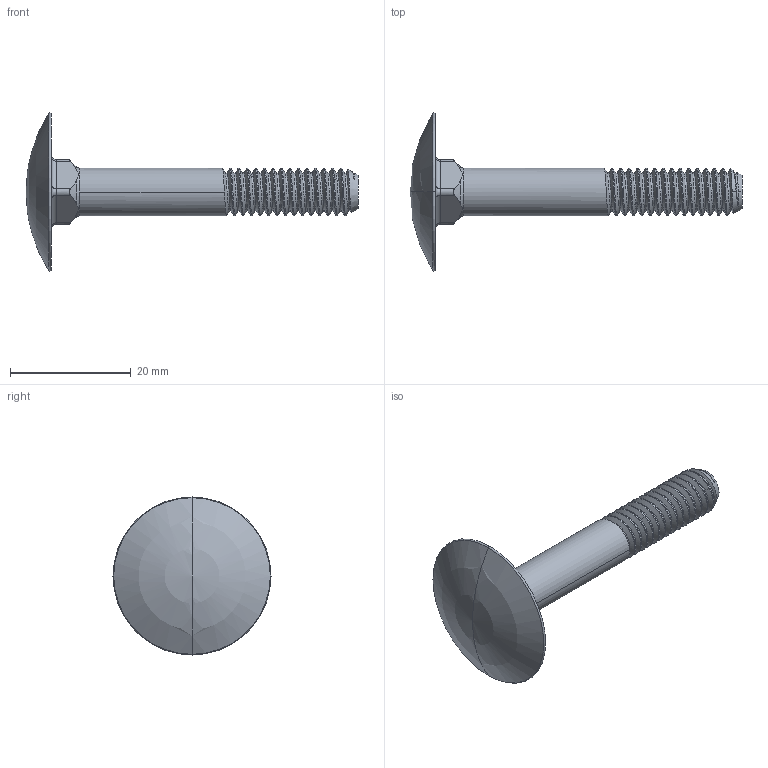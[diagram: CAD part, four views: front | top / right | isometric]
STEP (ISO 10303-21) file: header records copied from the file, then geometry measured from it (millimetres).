
FILE_DESCRIPTION((''),'2;1');
FILE_NAME('001_MSC_STEP_BOLTS_ASM','2019-07-25T',('Admin'),(''),'PRO/ENGINEER BY PARAMETRIC TECHNOLOGY CORPORATION, 2017170','PRO/ENGINEER BY PARAMETRIC TECHNOLOGY CORPORATION, 2017170','');
FILE_SCHEMA(('AUTOMOTIVE_DESIGN { 1 0 10303 214 1 1 1 1 }'));
Length unit declared in the file: inch
Products named in the file (2): 001_GR_BOLT_STEP_GR_FAST; 001_MSC_STEP_BOLTS_ASM
Assembly tree (1 placements, depth 2):
  001_MSC_STEP_BOLTS_ASM
    001_GR_BOLT_STEP_GR_FAST
Bounding box: 55.02 x 26.19 x 26.19 mm (x, y, z)
Volume: 3602.4 mm3; surface area: 2644.5 mm2
Topology: 1 solids, 1 shells, 78 faces, 207 edges, 130 vertices
Faces by surface type: cylinder 37, bspline 15, plane 8, torus 8, cone 7, sphere 2, extrusion 1
Entity records: 17683 total; most frequent: CARTESIAN_POINT 12232, PROPERTY_DEFINITION 690, REPRESENTATION 689, PROPERTY_DEFINITION_REPRESENTATION 689, GENERAL_PROPERTY 469, GENERAL_PROPERTY_ASSOCIATION 469, DESCRIPTIVE_REPRESENTATION_ITEM 469, ORIENTED_EDGE 410
